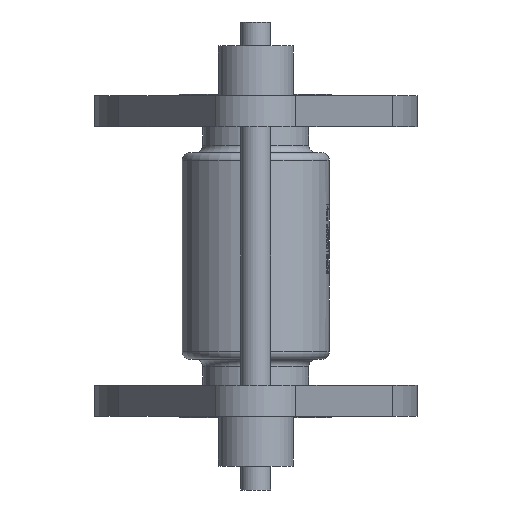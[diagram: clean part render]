
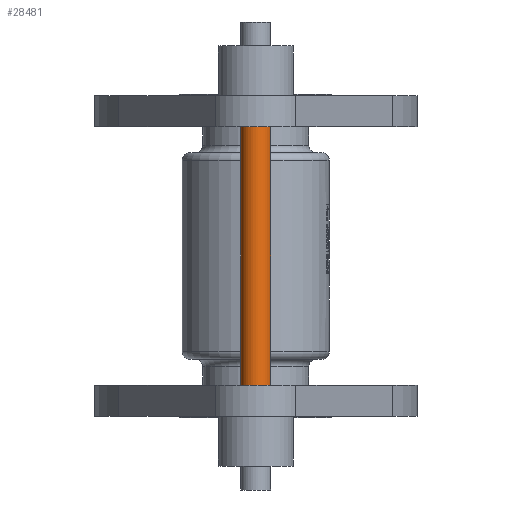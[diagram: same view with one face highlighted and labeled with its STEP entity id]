
A CAD part, front view. The second image highlights one B-rep face of the part: STEP entity #28481.
In plain terms, the highlighted cylindrical face has radius 6 mm (diameter 12 mm), a partial arc.
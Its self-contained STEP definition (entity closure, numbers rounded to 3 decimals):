
#477 = EDGE_CURVE ( 'NONE', #13333, #21807, #22561, .T. ) ;
#785 = AXIS2_PLACEMENT_3D ( 'NONE', #18337, #28409, #28253 ) ;
#894 = ORIENTED_EDGE ( 'NONE', *, *, #10373, .F. ) ;
#1094 = CYLINDRICAL_SURFACE ( 'NONE', #785, 6. ) ;
#1194 = VERTEX_POINT ( 'NONE', #13500 ) ;
#3350 = ORIENTED_EDGE ( 'NONE', *, *, #28076, .F. ) ;
#3442 = DIRECTION ( 'NONE',  ( 1., 0., 0. ) ) ;
#4764 = CARTESIAN_POINT ( 'NONE',  ( 0., -86.5, -12.5 ) ) ;
#5846 = VECTOR ( 'NONE', #22892, 1000. ) ;
#5919 = VECTOR ( 'NONE', #24289, 1000. ) ;
#6882 = DIRECTION ( 'NONE',  ( 1., 0., 0. ) ) ;
#7459 = CIRCLE ( 'NONE', #30847, 6. ) ;
#8382 = AXIS2_PLACEMENT_3D ( 'NONE', #13519, #8644, #3442 ) ;
#8575 = FACE_OUTER_BOUND ( 'NONE', #10460, .T. ) ;
#8644 = DIRECTION ( 'NONE',  ( 0., 0., 1. ) ) ;
#8887 = CIRCLE ( 'NONE', #8382, 6. ) ;
#10373 = EDGE_CURVE ( 'NONE', #1194, #21807, #7459, .T. ) ;
#10460 = EDGE_LOOP ( 'NONE', ( #29738, #16070, #894, #3350 ) ) ;
#12974 = CARTESIAN_POINT ( 'NONE',  ( 6., -86.5, -158.4 ) ) ;
#13333 = VERTEX_POINT ( 'NONE', #31213 ) ;
#13500 = CARTESIAN_POINT ( 'NONE',  ( -6., -86.5, -12.5 ) ) ;
#13519 = CARTESIAN_POINT ( 'NONE',  ( 0., -86.5, -116.3 ) ) ;
#14665 = LINE ( 'NONE', #29630, #5919 ) ;
#16070 = ORIENTED_EDGE ( 'NONE', *, *, #477, .T. ) ;
#18337 = CARTESIAN_POINT ( 'NONE',  ( 0., -86.5, -158.4 ) ) ;
#19895 = DIRECTION ( 'NONE',  ( 0., 0., 1. ) ) ;
#20186 = CARTESIAN_POINT ( 'NONE',  ( 6., -86.5, -12.5 ) ) ;
#20363 = EDGE_CURVE ( 'NONE', #27082, #13333, #8887, .T. ) ;
#21807 = VERTEX_POINT ( 'NONE', #20186 ) ;
#22561 = LINE ( 'NONE', #12974, #5846 ) ;
#22892 = DIRECTION ( 'NONE',  ( 0., 0., 1. ) ) ;
#24289 = DIRECTION ( 'NONE',  ( 0., 0., 1. ) ) ;
#27082 = VERTEX_POINT ( 'NONE', #30758 ) ;
#28076 = EDGE_CURVE ( 'NONE', #27082, #1194, #14665, .T. ) ;
#28253 = DIRECTION ( 'NONE',  ( -1., 0., 0. ) ) ;
#28409 = DIRECTION ( 'NONE',  ( 0., 0., 1. ) ) ;
#28481 = ADVANCED_FACE ( 'NONE', ( #8575 ), #1094, .T. ) ;
#29630 = CARTESIAN_POINT ( 'NONE',  ( -6., -86.5, -158.4 ) ) ;
#29738 = ORIENTED_EDGE ( 'NONE', *, *, #20363, .T. ) ;
#30758 = CARTESIAN_POINT ( 'NONE',  ( -6., -86.5, -116.3 ) ) ;
#30847 = AXIS2_PLACEMENT_3D ( 'NONE', #4764, #19895, #6882 ) ;
#31213 = CARTESIAN_POINT ( 'NONE',  ( 6., -86.5, -116.3 ) ) ;
